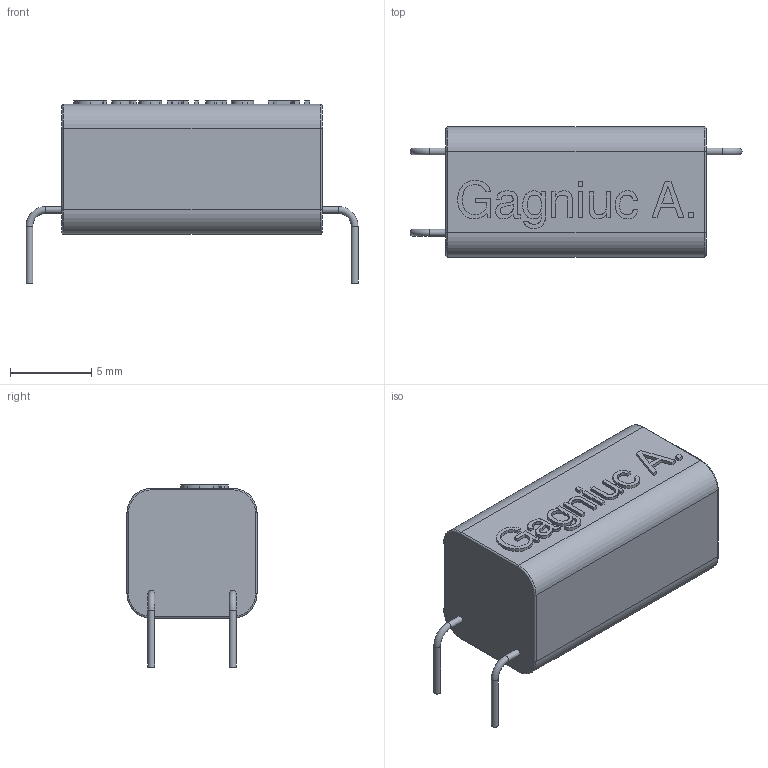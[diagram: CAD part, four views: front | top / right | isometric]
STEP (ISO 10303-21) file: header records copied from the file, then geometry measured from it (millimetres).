
FILE_DESCRIPTION(('FreeCAD Model'),'2;1');
FILE_NAME('Autotransformer_ZS1052-AC.step','2018-12-16T12:07:49',('kicad StepUp'),('ksu MCAD'), 'Open CASCADE STEP processor 6.9','FreeCAD','Unknown');
FILE_SCHEMA(('AUTOMOTIVE_DESIGN { 1 0 10303 214 1 1 1 1 }'));
Length unit declared in the file: millimetre
Products named in the file (1): Autotransformer_ZS1052-AC
Bounding box: 20.42 x 8 x 11.2 mm (x, y, z)
Volume: 997.5 mm3; surface area: 651.9 mm2
Topology: 11 solids, 11 shells, 218 faces, 557 edges, 364 vertices
Faces by surface type: extrusion 98, plane 94, cylinder 15, torus 11
Full cylindrical faces by diameter (mm): 0.42 x3
Entity records: 8203 total; most frequent: CARTESIAN_POINT 1710, ORIENTED_EDGE 1114, DIRECTION 760, EDGE_CURVE 557, VECTOR 418, VERTEX_POINT 364, LINE 320, B_SPLINE_CURVE_WITH_KNOTS 285
